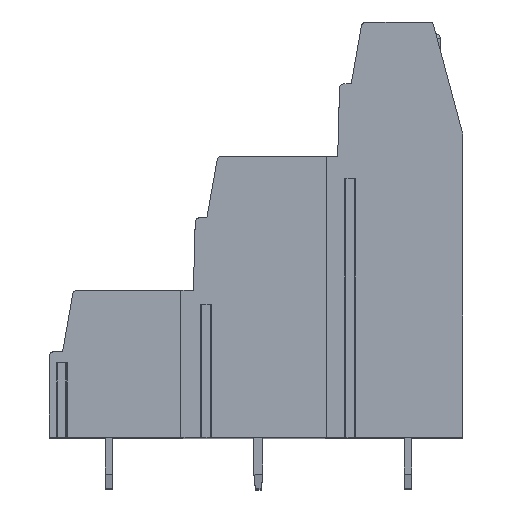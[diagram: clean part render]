
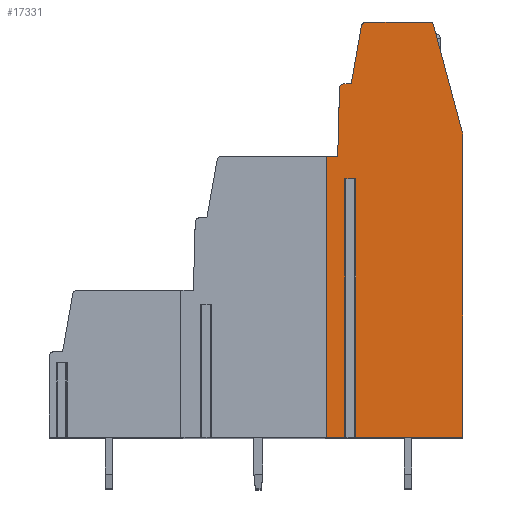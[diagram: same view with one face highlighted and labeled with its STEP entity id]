
A CAD part, top view. The second image highlights one B-rep face of the part: STEP entity #17331.
In plain terms, the highlighted planar face has unit normal (0, 0, 1).
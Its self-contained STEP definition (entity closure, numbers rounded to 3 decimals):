
#14=DIRECTION('',(-1.,0.,0.));
#15=VECTOR('',#14,0.743);
#16=CARTESIAN_POINT('',(1.908,2.65,43.18));
#17=LINE('',#16,#15);
#18=DIRECTION('',(0.,-1.,0.));
#19=VECTOR('',#18,17.55);
#20=CARTESIAN_POINT('',(1.165,2.65,43.18));
#21=LINE('',#20,#19);
#22=DIRECTION('',(1.,0.,0.));
#23=VECTOR('',#22,1.228);
#24=CARTESIAN_POINT('',(-0.063,-14.9,43.18));
#25=LINE('',#24,#23);
#26=DIRECTION('',(-1.,0.,0.));
#27=VECTOR('',#26,0.75);
#28=CARTESIAN_POINT('',(0.687,4.2,43.18));
#29=LINE('',#28,#27);
#30=DIRECTION('',(-0.026,-1.,0.));
#31=VECTOR('',#30,4.609);
#32=CARTESIAN_POINT('',(0.808,8.808,43.18));
#33=LINE('',#32,#31);
#34=CARTESIAN_POINT('',(1.108,8.8,43.18));
#35=DIRECTION('',(0.,0.,1.));
#36=DIRECTION('',(0.,1.,0.));
#37=AXIS2_PLACEMENT_3D('',#34,#35,#36);
#39=DIRECTION('',(-1.,0.,0.));
#40=VECTOR('',#39,0.497);
#41=CARTESIAN_POINT('',(1.605,9.1,43.18));
#42=LINE('',#41,#40);
#43=DIRECTION('',(-0.174,-0.985,0.));
#44=VECTOR('',#43,4.013);
#45=CARTESIAN_POINT('',(2.301,13.052,43.18));
#46=LINE('',#45,#44);
#47=CARTESIAN_POINT('',(2.597,13.,43.18));
#48=DIRECTION('',(0.,0.,1.));
#49=DIRECTION('',(0.,1.,0.));
#50=AXIS2_PLACEMENT_3D('',#47,#48,#49);
#52=DIRECTION('',(-1.,0.,0.));
#53=VECTOR('',#52,4.31);
#54=CARTESIAN_POINT('',(6.907,13.3,43.18));
#55=LINE('',#54,#53);
#56=CARTESIAN_POINT('',(6.907,13.,43.18));
#57=DIRECTION('',(0.,0.,1.));
#58=DIRECTION('',(0.966,0.259,0.));
#59=AXIS2_PLACEMENT_3D('',#56,#57,#58);
#61=CARTESIAN_POINT('',(8.187,5.518,43.18));
#62=DIRECTION('',(0.,0.,1.));
#63=DIRECTION('',(1.,0.,0.));
#64=AXIS2_PLACEMENT_3D('',#61,#62,#63);
#66=DIRECTION('',(0.,1.,0.));
#67=VECTOR('',#66,20.418);
#68=CARTESIAN_POINT('',(9.187,-14.9,43.18));
#69=LINE('',#68,#67);
#70=DIRECTION('',(1.,0.,0.));
#71=VECTOR('',#70,7.279);
#72=CARTESIAN_POINT('',(1.908,-14.9,43.18));
#73=LINE('',#72,#71);
#74=DIRECTION('',(0.,-1.,0.));
#75=VECTOR('',#74,17.55);
#76=CARTESIAN_POINT('',(1.908,2.65,43.18));
#77=LINE('',#76,#75);
#5628=DIRECTION('',(-0.259,0.966,0.));
#5629=VECTOR('',#5628,7.558);
#5630=CARTESIAN_POINT('',(9.153,5.777,43.18));
#5631=LINE('',#5630,#5629);
#9317=DIRECTION('',(0.,-1.,0.));
#9318=VECTOR('',#9317,19.1);
#9319=CARTESIAN_POINT('',(-0.063,4.2,43.18));
#9320=LINE('',#9319,#9318);
#13649=CARTESIAN_POINT('',(9.187,-14.9,43.18));
#13650=CARTESIAN_POINT('',(9.187,5.518,43.18));
#13651=VERTEX_POINT('',#13649);
#13652=VERTEX_POINT('',#13650);
#13653=CARTESIAN_POINT('',(9.153,5.777,43.18));
#13654=VERTEX_POINT('',#13653);
#13655=CARTESIAN_POINT('',(7.197,13.078,43.18));
#13656=CARTESIAN_POINT('',(6.907,13.3,43.18));
#13657=VERTEX_POINT('',#13655);
#13658=VERTEX_POINT('',#13656);
#13659=CARTESIAN_POINT('',(2.597,13.3,43.18));
#13660=VERTEX_POINT('',#13659);
#13661=CARTESIAN_POINT('',(2.301,13.052,43.18));
#13662=VERTEX_POINT('',#13661);
#13663=CARTESIAN_POINT('',(1.605,9.1,43.18));
#13664=VERTEX_POINT('',#13663);
#13665=CARTESIAN_POINT('',(1.108,9.1,43.18));
#13666=VERTEX_POINT('',#13665);
#13667=CARTESIAN_POINT('',(0.808,8.808,43.18));
#13668=VERTEX_POINT('',#13667);
#13669=CARTESIAN_POINT('',(0.687,4.2,43.18));
#13670=VERTEX_POINT('',#13669);
#13709=CARTESIAN_POINT('',(-0.063,-14.9,43.18));
#13711=VERTEX_POINT('',#13709);
#13717=CARTESIAN_POINT('',(-0.063,4.2,43.18));
#13718=VERTEX_POINT('',#13717);
#13765=CARTESIAN_POINT('',(1.908,2.65,43.18));
#13766=CARTESIAN_POINT('',(1.165,2.65,43.18));
#13767=VERTEX_POINT('',#13765);
#13768=VERTEX_POINT('',#13766);
#13769=CARTESIAN_POINT('',(1.908,-14.9,43.18));
#13770=VERTEX_POINT('',#13769);
#13771=CARTESIAN_POINT('',(1.165,-14.9,43.18));
#13772=VERTEX_POINT('',#13771);
#17290=CARTESIAN_POINT('',(0.,0.,43.18));
#17291=DIRECTION('',(0.,0.,1.));
#17292=DIRECTION('',(1.,0.,0.));
#17293=AXIS2_PLACEMENT_3D('',#17290,#17291,#17292);
#17294=PLANE('',#17293);
#17296=ORIENTED_EDGE('',*,*,#17295,.T.);
#17298=ORIENTED_EDGE('',*,*,#17297,.T.);
#17300=ORIENTED_EDGE('',*,*,#17299,.F.);
#17302=ORIENTED_EDGE('',*,*,#17301,.F.);
#17304=ORIENTED_EDGE('',*,*,#17303,.F.);
#17306=ORIENTED_EDGE('',*,*,#17305,.F.);
#17308=ORIENTED_EDGE('',*,*,#17307,.F.);
#17310=ORIENTED_EDGE('',*,*,#17309,.F.);
#17312=ORIENTED_EDGE('',*,*,#17311,.F.);
#17314=ORIENTED_EDGE('',*,*,#17313,.F.);
#17316=ORIENTED_EDGE('',*,*,#17315,.F.);
#17318=ORIENTED_EDGE('',*,*,#17317,.F.);
#17320=ORIENTED_EDGE('',*,*,#17319,.F.);
#17322=ORIENTED_EDGE('',*,*,#17321,.F.);
#17324=ORIENTED_EDGE('',*,*,#17323,.F.);
#17326=ORIENTED_EDGE('',*,*,#17325,.F.);
#17328=ORIENTED_EDGE('',*,*,#17327,.F.);
#17329=EDGE_LOOP('',(#17296,#17298,#17300,#17302,#17304,#17306,#17308,#17310,
#17312,#17314,#17316,#17318,#17320,#17322,#17324,#17326,#17328));
#17330=FACE_OUTER_BOUND('',#17329,.F.);
#38=CIRCLE('',#37,0.3);
#51=CIRCLE('',#50,0.3);
#60=CIRCLE('',#59,0.3);
#65=CIRCLE('',#64,1.);
#17295=EDGE_CURVE('',#13767,#13768,#17,.T.);
#17297=EDGE_CURVE('',#13768,#13772,#21,.T.);
#17299=EDGE_CURVE('',#13711,#13772,#25,.T.);
#17301=EDGE_CURVE('',#13718,#13711,#9320,.T.);
#17303=EDGE_CURVE('',#13670,#13718,#29,.T.);
#17305=EDGE_CURVE('',#13668,#13670,#33,.T.);
#17307=EDGE_CURVE('',#13666,#13668,#38,.T.);
#17309=EDGE_CURVE('',#13664,#13666,#42,.T.);
#17311=EDGE_CURVE('',#13662,#13664,#46,.T.);
#17313=EDGE_CURVE('',#13660,#13662,#51,.T.);
#17315=EDGE_CURVE('',#13658,#13660,#55,.T.);
#17317=EDGE_CURVE('',#13657,#13658,#60,.T.);
#17319=EDGE_CURVE('',#13654,#13657,#5631,.T.);
#17321=EDGE_CURVE('',#13652,#13654,#65,.T.);
#17323=EDGE_CURVE('',#13651,#13652,#69,.T.);
#17325=EDGE_CURVE('',#13770,#13651,#73,.T.);
#17327=EDGE_CURVE('',#13767,#13770,#77,.T.);
#17331=ADVANCED_FACE('',(#17330),#17294,.T.);
